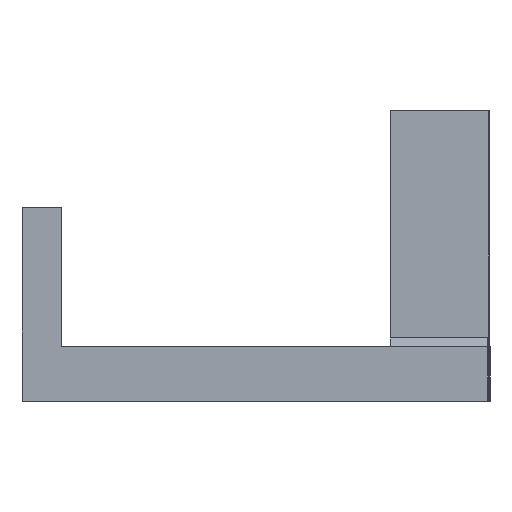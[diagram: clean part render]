
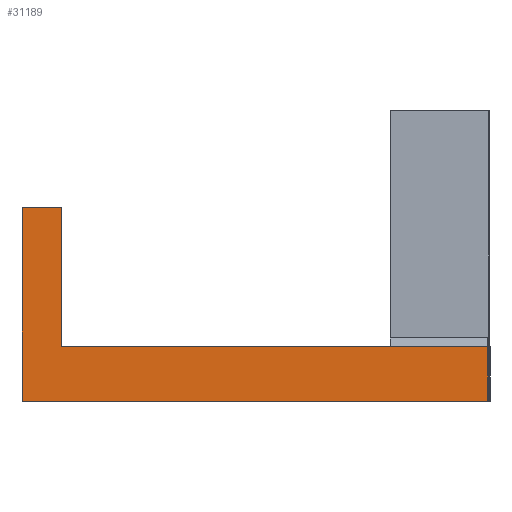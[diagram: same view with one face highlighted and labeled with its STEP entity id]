
A CAD part, left-side view. The second image highlights one B-rep face of the part: STEP entity #31189.
In plain terms, the highlighted planar face has unit normal (-1, 0, 0).
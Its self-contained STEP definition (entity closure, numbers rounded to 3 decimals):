
#225=FACE_OUTER_BOUND('',#2337,.T.);
#2337=EDGE_LOOP('',(#22075,#22076,#22077,#22078,#22079,#22080,#22081));
#4239=LINE('',#43872,#8697);
#5383=LINE('',#46160,#9841);
#5508=LINE('',#46405,#9966);
#5510=LINE('',#46408,#9968);
#5514=LINE('',#46417,#9972);
#5515=LINE('',#46419,#9973);
#5516=LINE('',#46420,#9974);
#8697=VECTOR('',#35202,10.);
#9841=VECTOR('',#36740,10.);
#9966=VECTOR('',#36867,10.);
#9968=VECTOR('',#36871,10.);
#9972=VECTOR('',#36883,10.);
#9973=VECTOR('',#36884,10.);
#9974=VECTOR('',#36885,10.);
#13155=VERTEX_POINT('',#43870);
#13156=VERTEX_POINT('',#43871);
#14102=VERTEX_POINT('',#46157);
#14103=VERTEX_POINT('',#46159);
#14222=VERTEX_POINT('',#46403);
#14223=VERTEX_POINT('',#46416);
#14224=VERTEX_POINT('',#46418);
#15507=EDGE_CURVE('',#13155,#13156,#4239,.T.);
#16651=EDGE_CURVE('',#14103,#14102,#5383,.T.);
#16776=EDGE_CURVE('',#14102,#14222,#5508,.T.);
#16778=EDGE_CURVE('',#14103,#13156,#5510,.T.);
#16782=EDGE_CURVE('',#14222,#14223,#5514,.T.);
#16783=EDGE_CURVE('',#14223,#14224,#5515,.T.);
#16784=EDGE_CURVE('',#14224,#13155,#5516,.T.);
#22075=ORIENTED_EDGE('',*,*,#15507,.T.);
#22076=ORIENTED_EDGE('',*,*,#16778,.F.);
#22077=ORIENTED_EDGE('',*,*,#16651,.T.);
#22078=ORIENTED_EDGE('',*,*,#16776,.T.);
#22079=ORIENTED_EDGE('',*,*,#16782,.T.);
#22080=ORIENTED_EDGE('',*,*,#16783,.T.);
#22081=ORIENTED_EDGE('',*,*,#16784,.T.);
#29084=PLANE('',#33296);
#31189=ADVANCED_FACE('',(#225),#29084,.T.);
#33296=AXIS2_PLACEMENT_3D('',#46415,#36881,#36882);
#35202=DIRECTION('',(0.,-1.,0.));
#36740=DIRECTION('',(0.,1.,0.));
#36867=DIRECTION('',(0.,1.,0.));
#36871=DIRECTION('',(0.,0.,-1.));
#36881=DIRECTION('center_axis',(-1.,0.,0.));
#36882=DIRECTION('ref_axis',(0.,0.,1.));
#36883=DIRECTION('',(0.,0.,1.));
#36884=DIRECTION('',(0.,1.,0.));
#36885=DIRECTION('',(0.,0.,-1.));
#43870=CARTESIAN_POINT('',(71.252,514.162,46.551));
#43871=CARTESIAN_POINT('',(71.252,461.262,46.551));
#43872=CARTESIAN_POINT('',(71.252,485.678,46.551));
#46157=CARTESIAN_POINT('',(71.252,472.362,52.735));
#46159=CARTESIAN_POINT('',(71.252,461.262,52.735));
#46160=CARTESIAN_POINT('',(71.252,498.678,52.735));
#46403=CARTESIAN_POINT('',(71.252,509.662,52.735));
#46405=CARTESIAN_POINT('',(71.252,498.678,52.735));
#46408=CARTESIAN_POINT('',(71.252,461.262,64.835));
#46415=CARTESIAN_POINT('Origin',(71.252,487.694,65.135));
#46416=CARTESIAN_POINT('',(71.252,509.662,68.535));
#46417=CARTESIAN_POINT('',(71.252,509.662,66.835));
#46418=CARTESIAN_POINT('',(71.252,514.162,68.535));
#46419=CARTESIAN_POINT('',(71.252,493.687,68.535));
#46420=CARTESIAN_POINT('',(71.252,514.162,65.135));
